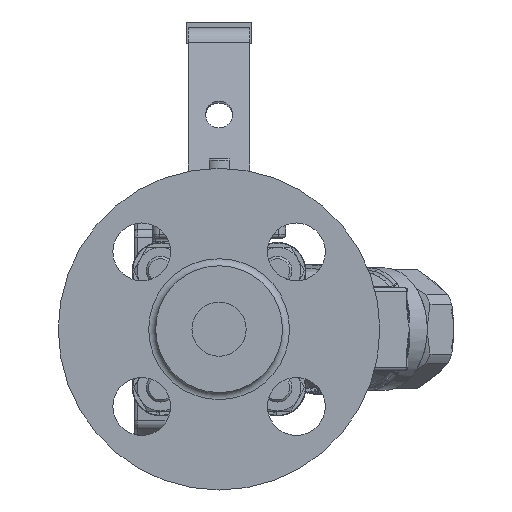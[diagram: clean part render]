
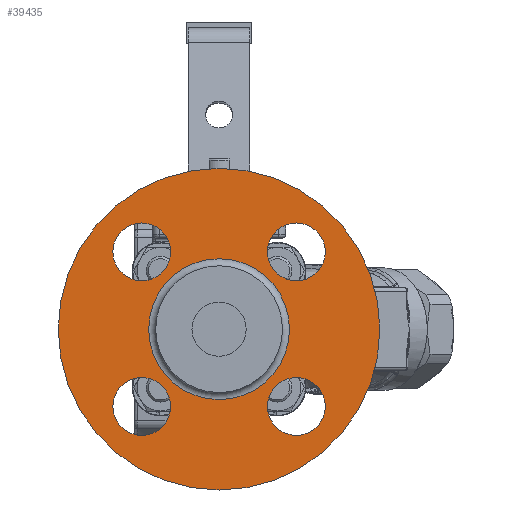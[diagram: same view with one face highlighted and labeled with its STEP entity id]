
A CAD part, left-side view. The second image highlights one B-rep face of the part: STEP entity #39435.
In plain terms, the highlighted planar face has unit normal (-1, 0, 0).
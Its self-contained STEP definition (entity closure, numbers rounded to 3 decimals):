
#3812=FACE_BOUND('',#9471,.T.);
#3813=FACE_BOUND('',#9472,.T.);
#3814=FACE_BOUND('',#9473,.T.);
#3815=FACE_BOUND('',#9474,.T.);
#3816=FACE_BOUND('',#9475,.T.);
#4681=PLANE('',#43875);
#6986=FACE_OUTER_BOUND('',#9470,.T.);
#9470=EDGE_LOOP('',(#36442));
#9471=EDGE_LOOP('',(#36443));
#9472=EDGE_LOOP('',(#36444));
#9473=EDGE_LOOP('',(#36445));
#9474=EDGE_LOOP('',(#36446));
#9475=EDGE_LOOP('',(#36447));
#15320=CIRCLE('',#43872,19.486);
#15323=CIRCLE('',#43876,44.5);
#15324=CIRCLE('',#43877,8.);
#15325=CIRCLE('',#43878,8.);
#15326=CIRCLE('',#43879,8.);
#15327=CIRCLE('',#43880,8.);
#18917=VERTEX_POINT('',#84666);
#18919=VERTEX_POINT('',#84672);
#18920=VERTEX_POINT('',#84674);
#18921=VERTEX_POINT('',#84676);
#18922=VERTEX_POINT('',#84678);
#18923=VERTEX_POINT('',#84680);
#24760=EDGE_CURVE('',#18917,#18917,#15320,.T.);
#24763=EDGE_CURVE('',#18919,#18919,#15323,.T.);
#24764=EDGE_CURVE('',#18920,#18920,#15324,.T.);
#24765=EDGE_CURVE('',#18921,#18921,#15325,.T.);
#24766=EDGE_CURVE('',#18922,#18922,#15326,.T.);
#24767=EDGE_CURVE('',#18923,#18923,#15327,.T.);
#36442=ORIENTED_EDGE('',*,*,#24763,.F.);
#36443=ORIENTED_EDGE('',*,*,#24764,.T.);
#36444=ORIENTED_EDGE('',*,*,#24765,.T.);
#36445=ORIENTED_EDGE('',*,*,#24766,.T.);
#36446=ORIENTED_EDGE('',*,*,#24767,.T.);
#36447=ORIENTED_EDGE('',*,*,#24760,.F.);
#39435=ADVANCED_FACE('',(#6986,#3812,#3813,#3814,#3815,#3816),#4681,.F.);
#43872=AXIS2_PLACEMENT_3D('',#84667,#54584,#54585);
#43875=AXIS2_PLACEMENT_3D('',#84671,#54590,#54591);
#43876=AXIS2_PLACEMENT_3D('',#84673,#54592,#54593);
#43877=AXIS2_PLACEMENT_3D('',#84675,#54594,#54595);
#43878=AXIS2_PLACEMENT_3D('',#84677,#54596,#54597);
#43879=AXIS2_PLACEMENT_3D('',#84679,#54598,#54599);
#43880=AXIS2_PLACEMENT_3D('',#84681,#54600,#54601);
#54584=DIRECTION('center_axis',(-1.,0.,0.));
#54585=DIRECTION('ref_axis',(0.,0.,
1.));
#54590=DIRECTION('center_axis',(1.,0.,0.));
#54591=DIRECTION('ref_axis',(0.,0.,
-1.));
#54592=DIRECTION('center_axis',(1.,0.,0.));
#54593=DIRECTION('ref_axis',(0.,0.,
-1.));
#54594=DIRECTION('center_axis',(1.,0.,0.));
#54595=DIRECTION('ref_axis',(0.,0.,
1.));
#54596=DIRECTION('center_axis',(1.,0.,0.));
#54597=DIRECTION('ref_axis',(0.,-1.,0.));
#54598=DIRECTION('center_axis',(1.,0.,0.));
#54599=DIRECTION('ref_axis',(0.,0.,
-1.));
#54600=DIRECTION('center_axis',(1.,0.,0.));
#54601=DIRECTION('ref_axis',(0.,1.,0.));
#84666=CARTESIAN_POINT('',(-282.036,18.833,-21.004));
#84667=CARTESIAN_POINT('Origin',(-282.036,18.833,-1.517));
#84671=CARTESIAN_POINT('Origin',(-282.036,18.833,-1.517));
#84672=CARTESIAN_POINT('',(-282.036,18.833,42.983));
#84673=CARTESIAN_POINT('Origin',(-282.036,18.833,-1.517));
#84674=CARTESIAN_POINT('',(-282.036,40.223,11.873));
#84675=CARTESIAN_POINT('Origin',(-282.036,40.223,19.873));
#84676=CARTESIAN_POINT('',(-282.036,5.443,19.873));
#84677=CARTESIAN_POINT('Origin',(-282.036,-2.557,19.873));
#84678=CARTESIAN_POINT('',(-282.036,-2.557,-14.907));
#84679=CARTESIAN_POINT('Origin',(-282.036,-2.557,-22.907));
#84680=CARTESIAN_POINT('',(-282.036,32.223,-22.907));
#84681=CARTESIAN_POINT('Origin',(-282.036,40.223,-22.907));
